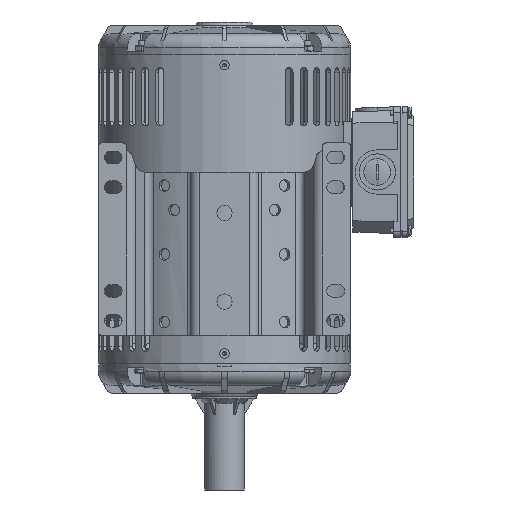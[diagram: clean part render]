
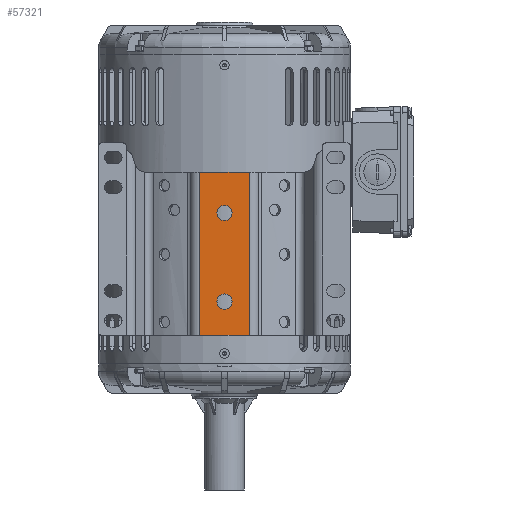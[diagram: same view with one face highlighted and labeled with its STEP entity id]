
A CAD part, front view. The second image highlights one B-rep face of the part: STEP entity #57321.
In plain terms, the highlighted face is planar.
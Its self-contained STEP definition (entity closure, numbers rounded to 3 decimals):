
#238 = VECTOR ( 'NONE', #39675, 1000. ) ;
#1019 = ORIENTED_EDGE ( 'NONE', *, *, #91371, .F. ) ;
#1839 = VERTEX_POINT ( 'NONE', #63621 ) ;
#2242 = CARTESIAN_POINT ( 'NONE',  ( 0., -6.5, 136. ) ) ;
#2827 = LINE ( 'NONE', #16541, #77389 ) ;
#3593 = CARTESIAN_POINT ( 'NONE',  ( 0., -31.681, 165. ) ) ;
#3889 = VERTEX_POINT ( 'NONE', #47035 ) ;
#5193 = AXIS2_PLACEMENT_3D ( 'NONE', #38098, #90131, #45554 ) ;
#10333 = CIRCLE ( 'NONE', #39169, 6.5 ) ;
#11135 = DIRECTION ( 'NONE',  ( 0., 0., 1. ) ) ;
#11167 = ORIENTED_EDGE ( 'NONE', *, *, #19720, .F. ) ;
#12793 = DIRECTION ( 'NONE',  ( -1., 0., 0. ) ) ;
#15471 = ORIENTED_EDGE ( 'NONE', *, *, #76178, .F. ) ;
#16541 = CARTESIAN_POINT ( 'NONE',  ( 0., 21.045, 165. ) ) ;
#18072 = FACE_OUTER_BOUND ( 'NONE', #53945, .T. ) ;
#19720 = EDGE_CURVE ( 'NONE', #53225, #30985, #86061, .T. ) ;
#24111 = DIRECTION ( 'NONE',  ( 0., 0., -1. ) ) ;
#26089 = CARTESIAN_POINT ( 'NONE',  ( 0., -6.5, 60. ) ) ;
#26344 = VERTEX_POINT ( 'NONE', #61563 ) ;
#28734 = CARTESIAN_POINT ( 'NONE',  ( 0., 6.5, 60. ) ) ;
#30047 = EDGE_CURVE ( 'NONE', #48541, #26344, #55976, .T. ) ;
#30985 = VERTEX_POINT ( 'NONE', #67862 ) ;
#32090 = VECTOR ( 'NONE', #66287, 1000. ) ;
#32982 = CARTESIAN_POINT ( 'NONE',  ( 0., -31.681, 165. ) ) ;
#35582 = FACE_BOUND ( 'NONE', #75377, .T. ) ;
#37894 = FACE_BOUND ( 'NONE', #50729, .T. ) ;
#38098 = CARTESIAN_POINT ( 'NONE',  ( 0., 0., 136. ) ) ;
#38254 = VERTEX_POINT ( 'NONE', #26089 ) ;
#39169 = AXIS2_PLACEMENT_3D ( 'NONE', #57359, #12793, #64839 ) ;
#39335 = CIRCLE ( 'NONE', #45993, 6.5 ) ;
#39675 = DIRECTION ( 'NONE',  ( 0., -1., 0. ) ) ;
#39930 = DIRECTION ( 'NONE',  ( -1., 0., 0. ) ) ;
#40258 = DIRECTION ( 'NONE',  ( -1., 0., 0. ) ) ;
#42198 = CIRCLE ( 'NONE', #5193, 6.5 ) ;
#45554 = DIRECTION ( 'NONE',  ( 0., 0., 1. ) ) ;
#45993 = AXIS2_PLACEMENT_3D ( 'NONE', #84467, #39930, #91937 ) ;
#47035 = CARTESIAN_POINT ( 'NONE',  ( 0., 21.045, 25. ) ) ;
#47642 = EDGE_CURVE ( 'NONE', #26344, #3889, #2827, .T. ) ;
#48541 = VERTEX_POINT ( 'NONE', #81381 ) ;
#49776 = EDGE_CURVE ( 'NONE', #30985, #53225, #42198, .T. ) ;
#49904 = EDGE_CURVE ( 'NONE', #3889, #1839, #55017, .T. ) ;
#50729 = EDGE_LOOP ( 'NONE', ( #78451, #11167 ) ) ;
#51796 = LINE ( 'NONE', #58825, #32090 ) ;
#53225 = VERTEX_POINT ( 'NONE', #2242 ) ;
#53611 = ORIENTED_EDGE ( 'NONE', *, *, #54476, .F. ) ;
#53945 = EDGE_LOOP ( 'NONE', ( #57535, #60681, #1019, #83354 ) ) ;
#54476 = EDGE_CURVE ( 'NONE', #81244, #38254, #10333, .T. ) ;
#55017 = LINE ( 'NONE', #91682, #238 ) ;
#55710 = DIRECTION ( 'NONE',  ( -1., 0., 0. ) ) ;
#55976 = LINE ( 'NONE', #32982, #93154 ) ;
#57321 = ADVANCED_FACE ( 'NONE', ( #35582, #37894, #18072 ), #92445, .T. ) ;
#57359 = CARTESIAN_POINT ( 'NONE',  ( 0., 0., 60. ) ) ;
#57535 = ORIENTED_EDGE ( 'NONE', *, *, #47642, .T. ) ;
#58825 = CARTESIAN_POINT ( 'NONE',  ( 0., -21.045, 165. ) ) ;
#60681 = ORIENTED_EDGE ( 'NONE', *, *, #49904, .T. ) ;
#61563 = CARTESIAN_POINT ( 'NONE',  ( 0., 21.045, 165. ) ) ;
#63621 = CARTESIAN_POINT ( 'NONE',  ( 0., -21.045, 25. ) ) ;
#64839 = DIRECTION ( 'NONE',  ( 0., 0., 1. ) ) ;
#66287 = DIRECTION ( 'NONE',  ( 0., 0., -1. ) ) ;
#67862 = CARTESIAN_POINT ( 'NONE',  ( 0., 6.5, 136. ) ) ;
#73303 = AXIS2_PLACEMENT_3D ( 'NONE', #84805, #40258, #92270 ) ;
#75377 = EDGE_LOOP ( 'NONE', ( #53611, #15471 ) ) ;
#76178 = EDGE_CURVE ( 'NONE', #38254, #81244, #39335, .T. ) ;
#77389 = VECTOR ( 'NONE', #24111, 1000. ) ;
#78451 = ORIENTED_EDGE ( 'NONE', *, *, #49776, .F. ) ;
#81244 = VERTEX_POINT ( 'NONE', #28734 ) ;
#81381 = CARTESIAN_POINT ( 'NONE',  ( 0., -21.045, 165. ) ) ;
#82302 = AXIS2_PLACEMENT_3D ( 'NONE', #3593, #55710, #11135 ) ;
#83354 = ORIENTED_EDGE ( 'NONE', *, *, #30047, .T. ) ;
#84467 = CARTESIAN_POINT ( 'NONE',  ( 0., 0., 60. ) ) ;
#84805 = CARTESIAN_POINT ( 'NONE',  ( 0., 0., 136. ) ) ;
#84963 = DIRECTION ( 'NONE',  ( 0., 1., 0. ) ) ;
#86061 = CIRCLE ( 'NONE', #73303, 6.5 ) ;
#90131 = DIRECTION ( 'NONE',  ( -1., 0., 0. ) ) ;
#91371 = EDGE_CURVE ( 'NONE', #48541, #1839, #51796, .T. ) ;
#91682 = CARTESIAN_POINT ( 'NONE',  ( 0., 67.94, 25. ) ) ;
#91937 = DIRECTION ( 'NONE',  ( 0., 0., 1. ) ) ;
#92270 = DIRECTION ( 'NONE',  ( 0., 0., 1. ) ) ;
#92445 = PLANE ( 'NONE',  #82302 ) ;
#93154 = VECTOR ( 'NONE', #84963, 1000. ) ;
